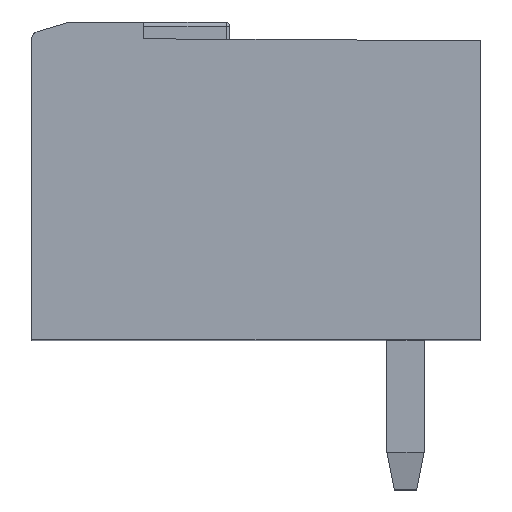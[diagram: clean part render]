
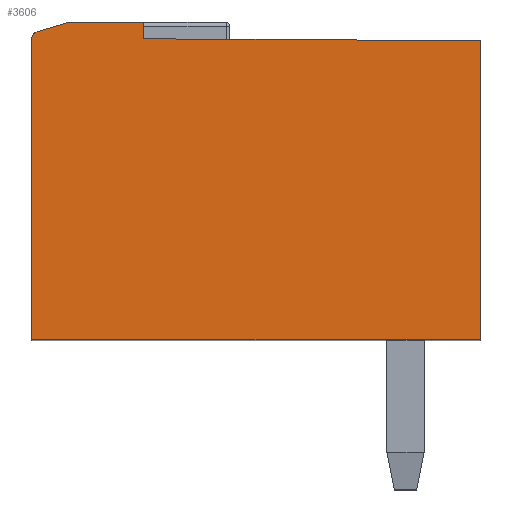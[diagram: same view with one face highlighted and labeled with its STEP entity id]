
A CAD part, top view. The second image highlights one B-rep face of the part: STEP entity #3606.
In plain terms, the highlighted planar face has unit normal (0, 0, 1).
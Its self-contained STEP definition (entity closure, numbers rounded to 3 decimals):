
#81 = EDGE_CURVE ( 'NONE', #5653, #7893, #5109, .T. ) ;
#120 = AXIS2_PLACEMENT_3D ( 'NONE', #6536, #10166, #1950 ) ;
#151 = ORIENTED_EDGE ( 'NONE', *, *, #8851, .F. ) ;
#354 = DIRECTION ( 'NONE',  ( -1., 0., 0. ) ) ;
#410 = EDGE_CURVE ( 'NONE', #11818, #1936, #1996, .T. ) ;
#967 = FACE_OUTER_BOUND ( 'NONE', #7530, .T. ) ;
#1001 = VERTEX_POINT ( 'NONE', #1386 ) ;
#1039 = CARTESIAN_POINT ( 'NONE',  ( 8.9, 0., 12.7 ) ) ;
#1130 = CARTESIAN_POINT ( 'NONE',  ( 20.9, 8.036, 12.7 ) ) ;
#1294 = LINE ( 'NONE', #1130, #7227 ) ;
#1386 = CARTESIAN_POINT ( 'NONE',  ( 9.9, 8.5, 12.7 ) ) ;
#1690 = DIRECTION ( 'NONE',  ( -1., 0., 0. ) ) ;
#1936 = VERTEX_POINT ( 'NONE', #5409 ) ;
#1950 = DIRECTION ( 'NONE',  ( -1., 0., 0. ) ) ;
#1996 = LINE ( 'NONE', #5676, #4991 ) ;
#2388 = DIRECTION ( 'NONE',  ( 1., -0.006, 0. ) ) ;
#2539 = VECTOR ( 'NONE', #354, 1000. ) ;
#2594 = EDGE_CURVE ( 'NONE', #3030, #5653, #8627, .T. ) ;
#2682 = ORIENTED_EDGE ( 'NONE', *, *, #4382, .F. ) ;
#2694 = EDGE_CURVE ( 'NONE', #1936, #8963, #7083, .T. ) ;
#2840 = DIRECTION ( 'NONE',  ( 0.958, 0.287, 0. ) ) ;
#3030 = VERTEX_POINT ( 'NONE', #8377 ) ;
#3205 = VECTOR ( 'NONE', #2840, 1000. ) ;
#3497 = ORIENTED_EDGE ( 'NONE', *, *, #410, .F. ) ;
#3538 = CARTESIAN_POINT ( 'NONE',  ( 9.1, 8.036, 12.7 ) ) ;
#3606 = ADVANCED_FACE ( 'NONE', ( #967 ), #11838, .T. ) ;
#3821 = CARTESIAN_POINT ( 'NONE',  ( 9.1, 8.5, 12.7 ) ) ;
#3824 = VECTOR ( 'NONE', #5291, 1000. ) ;
#3999 = ORIENTED_EDGE ( 'NONE', *, *, #81, .F. ) ;
#4382 = EDGE_CURVE ( 'NONE', #1001, #11818, #11834, .T. ) ;
#4991 = VECTOR ( 'NONE', #5573, 1000. ) ;
#5109 = LINE ( 'NONE', #6254, #3824 ) ;
#5291 = DIRECTION ( 'NONE',  ( 0., 1., 0. ) ) ;
#5409 = CARTESIAN_POINT ( 'NONE',  ( 11.9, 8.05, 12.7 ) ) ;
#5573 = DIRECTION ( 'NONE',  ( 0., -1., 0. ) ) ;
#5653 = VERTEX_POINT ( 'NONE', #1039 ) ;
#5676 = CARTESIAN_POINT ( 'NONE',  ( 11.9, 8.05, 12.7 ) ) ;
#6058 = ORIENTED_EDGE ( 'NONE', *, *, #7704, .T. ) ;
#6254 = CARTESIAN_POINT ( 'NONE',  ( 8.9, 8.036, 12.7 ) ) ;
#6268 = VERTEX_POINT ( 'NONE', #10656 ) ;
#6536 = CARTESIAN_POINT ( 'NONE',  ( 9.1, 8.051, 12.7 ) ) ;
#7083 = LINE ( 'NONE', #7923, #10566 ) ;
#7216 = CARTESIAN_POINT ( 'NONE',  ( 11.9, 8.5, 12.7 ) ) ;
#7227 = VECTOR ( 'NONE', #11265, 1000. ) ;
#7294 = CARTESIAN_POINT ( 'NONE',  ( 8.9, 8.051, 12.7 ) ) ;
#7405 = CIRCLE ( 'NONE', #120, 0.2 ) ;
#7530 = EDGE_LOOP ( 'NONE', ( #10684, #3497, #2682, #151, #6058, #3999, #7937, #9853 ) ) ;
#7704 = EDGE_CURVE ( 'NONE', #6268, #7893, #7405, .T. ) ;
#7893 = VERTEX_POINT ( 'NONE', #7294 ) ;
#7923 = CARTESIAN_POINT ( 'NONE',  ( 11.9, 8.05, 12.7 ) ) ;
#7937 = ORIENTED_EDGE ( 'NONE', *, *, #2594, .F. ) ;
#8165 = AXIS2_PLACEMENT_3D ( 'NONE', #3538, #10016, #1690 ) ;
#8377 = CARTESIAN_POINT ( 'NONE',  ( 20.9, 0., 12.7 ) ) ;
#8388 = EDGE_CURVE ( 'NONE', #8963, #3030, #1294, .T. ) ;
#8569 = CARTESIAN_POINT ( 'NONE',  ( 8.9, 0., 12.7 ) ) ;
#8627 = LINE ( 'NONE', #8569, #2539 ) ;
#8851 = EDGE_CURVE ( 'NONE', #6268, #1001, #11070, .T. ) ;
#8935 = VECTOR ( 'NONE', #11101, 1000. ) ;
#8963 = VERTEX_POINT ( 'NONE', #10315 ) ;
#9853 = ORIENTED_EDGE ( 'NONE', *, *, #8388, .F. ) ;
#10016 = DIRECTION ( 'NONE',  ( 0., 0., 1. ) ) ;
#10166 = DIRECTION ( 'NONE',  ( 0., 0., 1. ) ) ;
#10315 = CARTESIAN_POINT ( 'NONE',  ( 20.9, 8., 12.7 ) ) ;
#10328 = CARTESIAN_POINT ( 'NONE',  ( 8.9, 8.2, 12.7 ) ) ;
#10566 = VECTOR ( 'NONE', #2388, 1000. ) ;
#10656 = CARTESIAN_POINT ( 'NONE',  ( 9.043, 8.243, 12.7 ) ) ;
#10684 = ORIENTED_EDGE ( 'NONE', *, *, #2694, .F. ) ;
#11070 = LINE ( 'NONE', #10328, #3205 ) ;
#11101 = DIRECTION ( 'NONE',  ( 1., 0., 0. ) ) ;
#11265 = DIRECTION ( 'NONE',  ( 0., -1., 0. ) ) ;
#11818 = VERTEX_POINT ( 'NONE', #7216 ) ;
#11834 = LINE ( 'NONE', #3821, #8935 ) ;
#11838 = PLANE ( 'NONE',  #8165 ) ;
